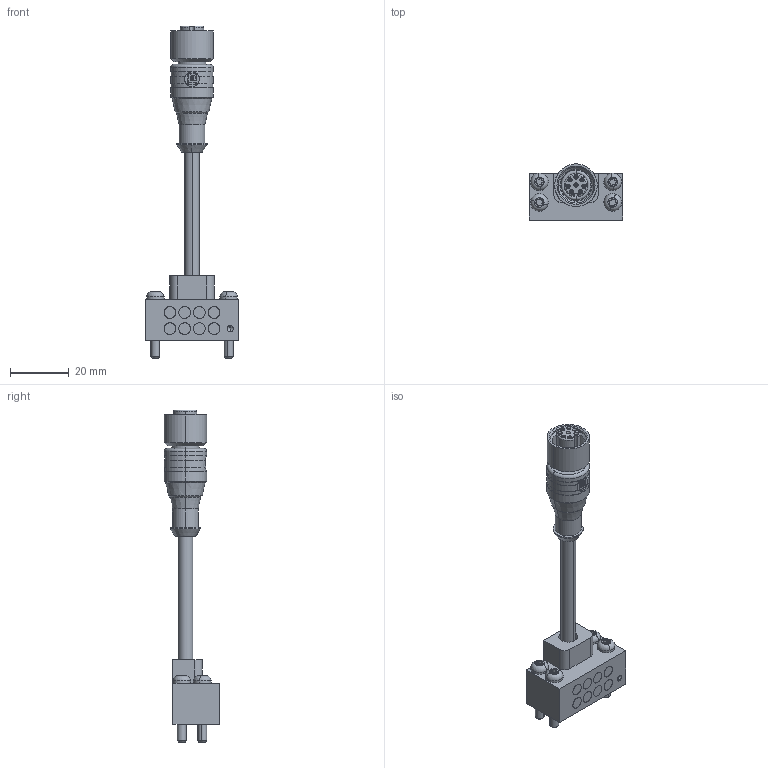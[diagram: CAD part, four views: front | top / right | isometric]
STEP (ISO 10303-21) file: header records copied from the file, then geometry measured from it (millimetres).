
FILE_DESCRIPTION (( 'STEP AP203' ), '1' );
FILE_NAME ('P1156-3.STEP', '2021-01-08T07:41:47', ( '' ), ( '' ), 'SwSTEP 2.0', 'SolidWorks 2019', '' );
FILE_SCHEMA (( 'CONFIG_CONTROL_DESIGN' ));
Length unit declared in the file: millimetre
Products named in the file (1): P1156-3
Bounding box: 32 x 19 x 113.1 mm (x, y, z)
Volume: 13880.1 mm3; surface area: 10677.5 mm2
Topology: 15 solids, 15 shells, 749 faces, 1727 edges, 1033 vertices
Faces by surface type: cylinder 354, plane 212, cone 106, torus 72, bspline 5
Entity records: 22230 total; most frequent: CARTESIAN_POINT 4981, DIRECTION 3878, ORIENTED_EDGE 3418, EDGE_CURVE 1709, AXIS2_PLACEMENT_3D 1592, VERTEX_POINT 1033, EDGE_LOOP 854, CIRCLE 847
